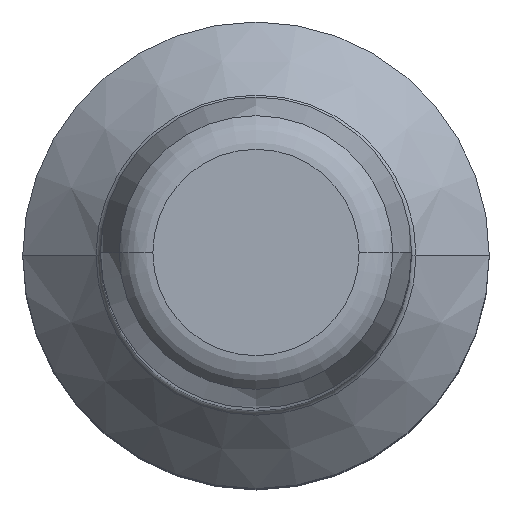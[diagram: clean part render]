
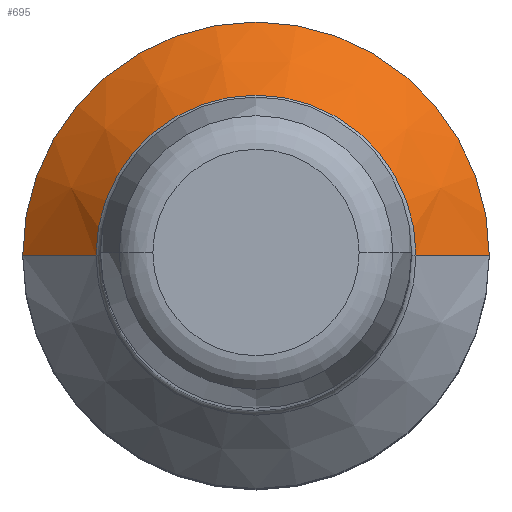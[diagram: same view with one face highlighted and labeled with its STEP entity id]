
A CAD part, top view. The second image highlights one B-rep face of the part: STEP entity #695.
In plain terms, the highlighted conical face has half-angle 45 degrees and reference radius 2.529 mm.
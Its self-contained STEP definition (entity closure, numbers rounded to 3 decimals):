
#209=CARTESIAN_POINT('',(-2.,0.,-4.239));
#210=DIRECTION('',(0.,0.,1.));
#211=DIRECTION('',(1.,0.,0.));
#212=AXIS2_PLACEMENT_3D('',#209,#210,#211);
#233=DIRECTION('',(0.707,0.,-0.707));
#234=VECTOR('',#233,1.332);
#235=CARTESIAN_POINT('',(0.058,0.,-3.297));
#236=LINE('',#235,#234);
#237=CARTESIAN_POINT('',(-2.,0.,-3.297));
#238=DIRECTION('',(0.,0.,1.));
#239=DIRECTION('',(1.,0.,0.));
#240=AXIS2_PLACEMENT_3D('',#237,#238,#239);
#242=DIRECTION('',(-0.707,0.,-0.707));
#243=VECTOR('',#242,1.332);
#244=CARTESIAN_POINT('',(-4.058,0.,-3.297));
#245=LINE('',#244,#243);
#344=CARTESIAN_POINT('',(0.058,0.,-3.297));
#345=VERTEX_POINT('',#344);
#346=CARTESIAN_POINT('',(1.,0.,-4.239));
#347=VERTEX_POINT('',#346);
#368=CARTESIAN_POINT('',(-4.058,0.,-3.297));
#369=VERTEX_POINT('',#368);
#370=CARTESIAN_POINT('',(-5.,0.,-4.239));
#371=VERTEX_POINT('',#370);
#683=CARTESIAN_POINT('',(-2.,0.,-3.768));
#684=DIRECTION('',(0.,0.,-1.));
#685=DIRECTION('',(1.,0.,0.));
#686=AXIS2_PLACEMENT_3D('',#683,#684,#685);
#687=CONICAL_SURFACE('',#686,2.529,45.);
#688=ORIENTED_EDGE('',*,*,#673,.F.);
#690=ORIENTED_EDGE('',*,*,#689,.T.);
#691=ORIENTED_EDGE('',*,*,#676,.T.);
#692=ORIENTED_EDGE('',*,*,#648,.F.);
#693=EDGE_LOOP('',(#688,#690,#691,#692));
#694=FACE_OUTER_BOUND('',#693,.F.);
#695=ADVANCED_FACE('',(#694),#687,.T.);
#213=CIRCLE('',#212,3.);
#241=CIRCLE('',#240,2.058);
#648=EDGE_CURVE('',#347,#371,#213,.T.);
#673=EDGE_CURVE('',#345,#347,#236,.T.);
#676=EDGE_CURVE('',#369,#371,#245,.T.);
#689=EDGE_CURVE('',#345,#369,#241,.T.);
